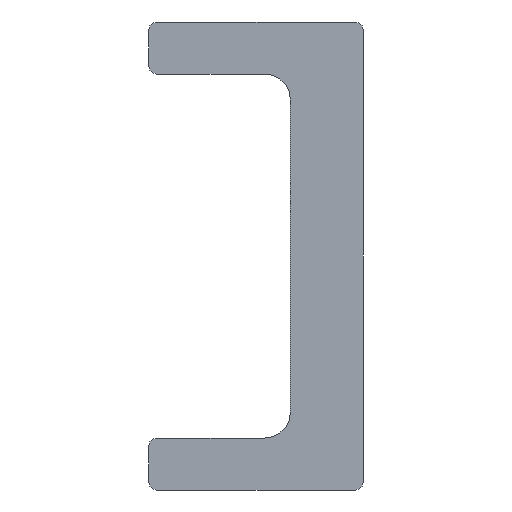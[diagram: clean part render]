
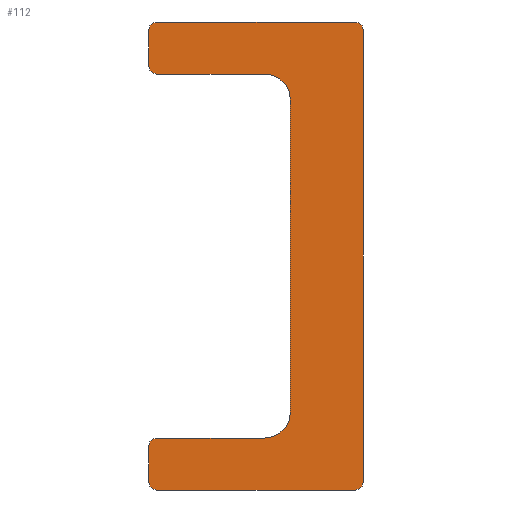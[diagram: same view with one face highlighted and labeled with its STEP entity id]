
A CAD part, front view. The second image highlights one B-rep face of the part: STEP entity #112.
In plain terms, the highlighted planar face has unit normal (0, -1, 0).
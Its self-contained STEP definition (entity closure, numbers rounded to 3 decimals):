
#112 = ADVANCED_FACE( '', ( #288 ), #289, .F. );
#288 = FACE_OUTER_BOUND( '', #517, .T. );
#289 = PLANE( '', #518 );
#517 = EDGE_LOOP( '', ( #795, #796, #797, #798, #799, #800, #801, #802, #803, #804, #805, #806, #807, #808, #809, #810 ) );
#518 = AXIS2_PLACEMENT_3D( '', #811, #812, #813 );
#795 = ORIENTED_EDGE( '', *, *, #1114, .F. );
#796 = ORIENTED_EDGE( '', *, *, #1070, .T. );
#797 = ORIENTED_EDGE( '', *, *, #1141, .F. );
#798 = ORIENTED_EDGE( '', *, *, #1142, .T. );
#799 = ORIENTED_EDGE( '', *, *, #1094, .F. );
#800 = ORIENTED_EDGE( '', *, *, #1120, .T. );
#801 = ORIENTED_EDGE( '', *, *, #1143, .F. );
#802 = ORIENTED_EDGE( '', *, *, #1144, .T. );
#803 = ORIENTED_EDGE( '', *, *, #1089, .F. );
#804 = ORIENTED_EDGE( '', *, *, #1145, .T. );
#805 = ORIENTED_EDGE( '', *, *, #1146, .F. );
#806 = ORIENTED_EDGE( '', *, *, #1129, .T. );
#807 = ORIENTED_EDGE( '', *, *, #1147, .F. );
#808 = ORIENTED_EDGE( '', *, *, #1148, .T. );
#809 = ORIENTED_EDGE( '', *, *, #1149, .F. );
#810 = ORIENTED_EDGE( '', *, *, #1065, .T. );
#811 = CARTESIAN_POINT( '', ( -4.125, 0., 9. ) );
#812 = DIRECTION( '', ( 0., 1., 0. ) );
#813 = DIRECTION( '', ( 0., 0., 1. ) );
#1065 = EDGE_CURVE( '', #1218, #1216, #1219, .F. );
#1070 = EDGE_CURVE( '', #1227, #1225, #1228, .F. );
#1089 = EDGE_CURVE( '', #1261, #1263, #1264, .T. );
#1094 = EDGE_CURVE( '', #1270, #1272, #1273, .T. );
#1114 = EDGE_CURVE( '', #1227, #1216, #1307, .T. );
#1120 = EDGE_CURVE( '', #1270, #1314, #1316, .F. );
#1129 = EDGE_CURVE( '', #1331, #1329, #1332, .F. );
#1141 = EDGE_CURVE( '', #1349, #1225, #1350, .T. );
#1142 = EDGE_CURVE( '', #1349, #1272, #1351, .F. );
#1143 = EDGE_CURVE( '', #1352, #1314, #1353, .T. );
#1144 = EDGE_CURVE( '', #1352, #1263, #1354, .T. );
#1145 = EDGE_CURVE( '', #1261, #1355, #1356, .T. );
#1146 = EDGE_CURVE( '', #1331, #1355, #1357, .T. );
#1147 = EDGE_CURVE( '', #1358, #1329, #1359, .T. );
#1148 = EDGE_CURVE( '', #1358, #1360, #1361, .F. );
#1149 = EDGE_CURVE( '', #1218, #1360, #1362, .T. );
#1216 = VERTEX_POINT( '', #1446 );
#1218 = VERTEX_POINT( '', #1449 );
#1219 = CIRCLE( '', #1450, 0.3 );
#1225 = VERTEX_POINT( '', #1457 );
#1227 = VERTEX_POINT( '', #1460 );
#1228 = CIRCLE( '', #1461, 0.3 );
#1261 = VERTEX_POINT( '', #1496 );
#1263 = VERTEX_POINT( '', #1499 );
#1264 = LINE( '', #1500, #1501 );
#1270 = VERTEX_POINT( '', #1509 );
#1272 = VERTEX_POINT( '', #1512 );
#1273 = LINE( '', #1513, #1514 );
#1307 = LINE( '', #1550, #1551 );
#1314 = VERTEX_POINT( '', #1558 );
#1316 = CIRCLE( '', #1561, 0.3 );
#1329 = VERTEX_POINT( '', #1574 );
#1331 = VERTEX_POINT( '', #1577 );
#1332 = CIRCLE( '', #1578, 0.3 );
#1349 = VERTEX_POINT( '', #1596 );
#1350 = LINE( '', #1597, #1598 );
#1351 = CIRCLE( '', #1599, 0.3 );
#1352 = VERTEX_POINT( '', #1600 );
#1353 = LINE( '', #1601, #1602 );
#1354 = CIRCLE( '', #1603, 1. );
#1355 = VERTEX_POINT( '', #1604 );
#1356 = CIRCLE( '', #1605, 1. );
#1357 = LINE( '', #1606, #1607 );
#1358 = VERTEX_POINT( '', #1608 );
#1359 = LINE( '', #1609, #1610 );
#1360 = VERTEX_POINT( '', #1611 );
#1361 = CIRCLE( '', #1612, 0.3 );
#1362 = LINE( '', #1613, #1614 );
#1446 = CARTESIAN_POINT( '', ( 4.125, 0., -8.7 ) );
#1449 = CARTESIAN_POINT( '', ( 3.825, 0., -9. ) );
#1450 = AXIS2_PLACEMENT_3D( '', #1708, #1709, #1710 );
#1457 = CARTESIAN_POINT( '', ( 3.825, 0., 9. ) );
#1460 = CARTESIAN_POINT( '', ( 4.125, 0., 8.7 ) );
#1461 = AXIS2_PLACEMENT_3D( '', #1716, #1717, #1718 );
#1496 = CARTESIAN_POINT( '', ( 1.325, 0., -6. ) );
#1499 = CARTESIAN_POINT( '', ( 1.325, 0., 6. ) );
#1500 = CARTESIAN_POINT( '', ( 1.325, 0., 7. ) );
#1501 = VECTOR( '', #1761, 1000. );
#1509 = CARTESIAN_POINT( '', ( -4.125, 0., 7.3 ) );
#1512 = CARTESIAN_POINT( '', ( -4.125, 0., 8.7 ) );
#1513 = CARTESIAN_POINT( '', ( -4.125, 0., -9. ) );
#1514 = VECTOR( '', #1765, 1000. );
#1550 = CARTESIAN_POINT( '', ( 4.125, 0., 9. ) );
#1551 = VECTOR( '', #1810, 1000. );
#1558 = CARTESIAN_POINT( '', ( -3.825, 0., 7. ) );
#1561 = AXIS2_PLACEMENT_3D( '', #1818, #1819, #1820 );
#1574 = CARTESIAN_POINT( '', ( -4.125, 0., -7.3 ) );
#1577 = CARTESIAN_POINT( '', ( -3.825, 0., -7. ) );
#1578 = AXIS2_PLACEMENT_3D( '', #1834, #1835, #1836 );
#1596 = CARTESIAN_POINT( '', ( -3.825, 0., 9. ) );
#1597 = CARTESIAN_POINT( '', ( -4.125, 0., 9. ) );
#1598 = VECTOR( '', #1853, 1000. );
#1599 = AXIS2_PLACEMENT_3D( '', #1854, #1855, #1856 );
#1600 = CARTESIAN_POINT( '', ( 0.325, 0., 7. ) );
#1601 = CARTESIAN_POINT( '', ( -4.125, 0., 7. ) );
#1602 = VECTOR( '', #1857, 1000. );
#1603 = AXIS2_PLACEMENT_3D( '', #1858, #1859, #1860 );
#1604 = CARTESIAN_POINT( '', ( 0.325, 0., -7. ) );
#1605 = AXIS2_PLACEMENT_3D( '', #1861, #1862, #1863 );
#1606 = CARTESIAN_POINT( '', ( 1.325, 0., -7. ) );
#1607 = VECTOR( '', #1864, 1000. );
#1608 = CARTESIAN_POINT( '', ( -4.125, 0., -8.7 ) );
#1609 = CARTESIAN_POINT( '', ( -4.125, 0., -9. ) );
#1610 = VECTOR( '', #1865, 1000. );
#1611 = CARTESIAN_POINT( '', ( -3.825, 0., -9. ) );
#1612 = AXIS2_PLACEMENT_3D( '', #1866, #1867, #1868 );
#1613 = CARTESIAN_POINT( '', ( 4.125, 0., -9. ) );
#1614 = VECTOR( '', #1869, 1000. );
#1708 = CARTESIAN_POINT( '', ( 3.825, 0., -8.7 ) );
#1709 = DIRECTION( '', ( 0., 1., 0. ) );
#1710 = DIRECTION( '', ( 0., 0., 1. ) );
#1716 = CARTESIAN_POINT( '', ( 3.825, 0., 8.7 ) );
#1717 = DIRECTION( '', ( 0., 1., 0. ) );
#1718 = DIRECTION( '', ( 0., 0., 1. ) );
#1761 = DIRECTION( '', ( 0., 0., 1. ) );
#1765 = DIRECTION( '', ( 0., 0., 1. ) );
#1810 = DIRECTION( '', ( 0., 0., -1. ) );
#1818 = CARTESIAN_POINT( '', ( -3.825, 0., 7.3 ) );
#1819 = DIRECTION( '', ( 0., 1., 0. ) );
#1820 = DIRECTION( '', ( 0., 0., 1. ) );
#1834 = CARTESIAN_POINT( '', ( -3.825, 0., -7.3 ) );
#1835 = DIRECTION( '', ( 0., 1., 0. ) );
#1836 = DIRECTION( '', ( 0., 0., 1. ) );
#1853 = DIRECTION( '', ( 1., 0., 0. ) );
#1854 = CARTESIAN_POINT( '', ( -3.825, 0., 8.7 ) );
#1855 = DIRECTION( '', ( 0., 1., 0. ) );
#1856 = DIRECTION( '', ( 0., 0., 1. ) );
#1857 = DIRECTION( '', ( -1., 0., 0. ) );
#1858 = CARTESIAN_POINT( '', ( 0.325, 0., 6. ) );
#1859 = DIRECTION( '', ( 0., 1., 0. ) );
#1860 = DIRECTION( '', ( 0., 0., 1. ) );
#1861 = CARTESIAN_POINT( '', ( 0.325, 0., -6. ) );
#1862 = DIRECTION( '', ( 0., 1., 0. ) );
#1863 = DIRECTION( '', ( 0., 0., 1. ) );
#1864 = DIRECTION( '', ( 1., 0., 0. ) );
#1865 = DIRECTION( '', ( 0., 0., 1. ) );
#1866 = CARTESIAN_POINT( '', ( -3.825, 0., -8.7 ) );
#1867 = DIRECTION( '', ( 0., 1., 0. ) );
#1868 = DIRECTION( '', ( 0., 0., 1. ) );
#1869 = DIRECTION( '', ( -1., 0., 0. ) );
